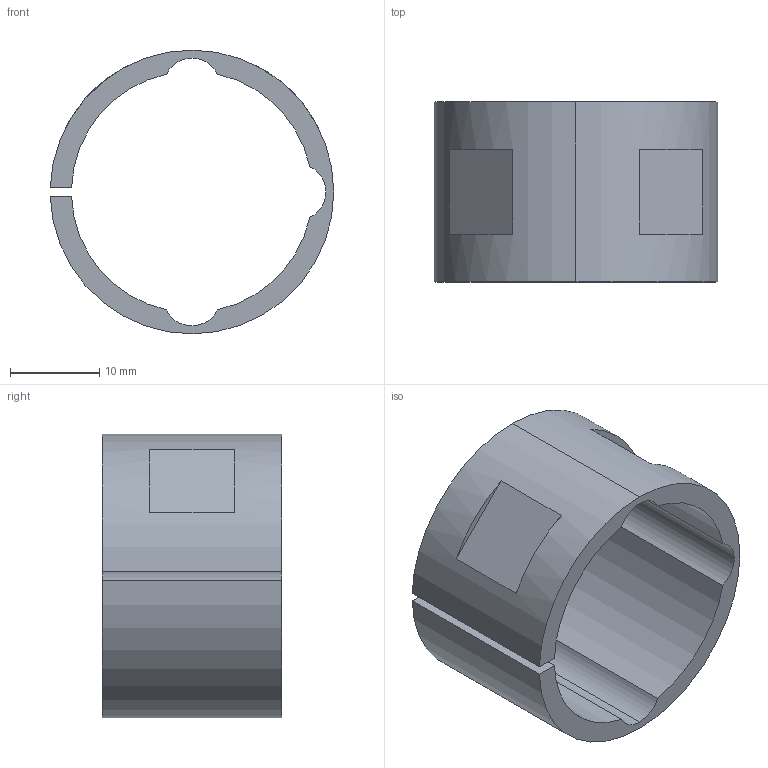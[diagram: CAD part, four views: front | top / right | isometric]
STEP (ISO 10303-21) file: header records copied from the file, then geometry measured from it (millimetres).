
FILE_DESCRIPTION (( 'STEP AP214' ), '1' );
FILE_NAME ('DC-BR520-17.STEP', '2015-12-01T18:17:32', ( '' ), ( '' ), 'SwSTEP 2.0', 'SolidWorks 2015', '' );
FILE_SCHEMA (( 'AUTOMOTIVE_DESIGN' ));
Length unit declared in the file: millimetre
Products named in the file (1): DC-BR520-17
Bounding box: 31.74 x 20.14 x 31.75 mm (x, y, z)
Volume: 3896.3 mm3; surface area: 4270.4 mm2
Topology: 1 solids, 1 shells, 21 faces, 51 edges, 34 vertices
Faces by surface type: cylinder 11, plane 10
Entity records: 665 total; most frequent: DIRECTION 121, CARTESIAN_POINT 107, ORIENTED_EDGE 102, EDGE_CURVE 51, AXIS2_PLACEMENT_3D 48, VERTEX_POINT 34, CIRCLE 26, VECTOR 25
